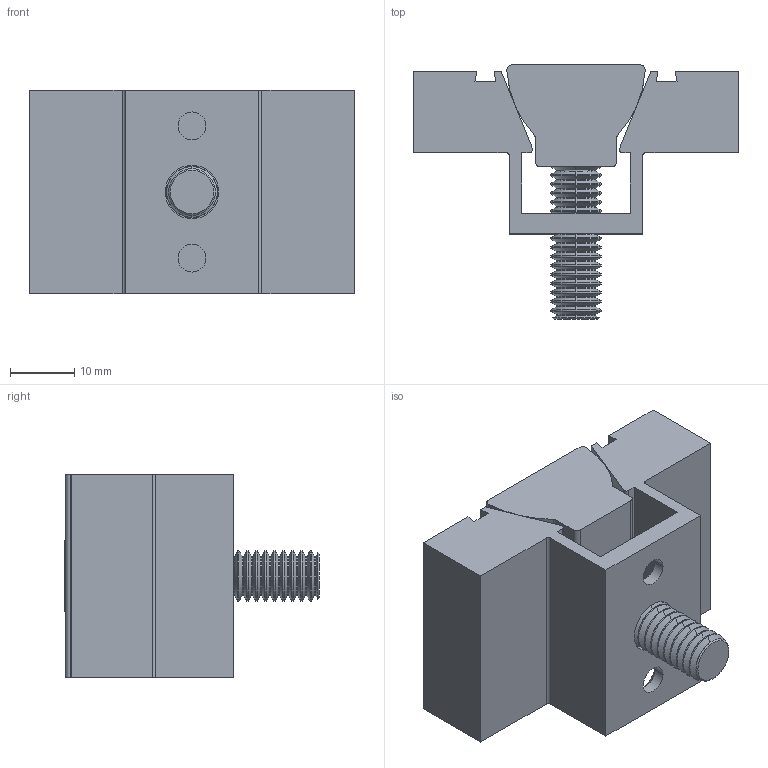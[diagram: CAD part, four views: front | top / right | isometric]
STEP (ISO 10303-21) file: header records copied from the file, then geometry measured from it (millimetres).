
FILE_DESCRIPTION (( 'STEP AP214' ), '1' );
FILE_NAME ('SW3dPS-80105.step', '2010-05-05T06:10:00', ( 'sysAdmin' ), ( 'SolidWorks' ), 'SwSTEP 2.0', 'SolidWorks 2010', '' );
FILE_SCHEMA (( 'AUTOMOTIVE_DESIGN' ));
Length unit declared in the file: inch
Products named in the file (4): SW3dPS-80105_60330; SW3dPS-80105_60100; SW3dPS-80105; SW3dPS-80105_312-18 CAP
Assembly tree (3 placements, depth 2):
  SW3dPS-80105
    SW3dPS-80105_60100
    SW3dPS-80105_312-18 CAP
    SW3dPS-80105_60330
Bounding box: 50.8 x 39.7 x 31.75 mm (x, y, z)
Volume: 24771.3 mm3; surface area: 12276.9 mm2
Topology: 3 solids, 3 shells, 240 faces, 524 edges, 294 vertices
Faces by surface type: cylinder 108, cone 86, plane 44, bspline 2
Entity records: 6638 total; most frequent: DIRECTION 1236, CARTESIAN_POINT 1100, ORIENTED_EDGE 1048, EDGE_CURVE 524, AXIS2_PLACEMENT_3D 470, VECTOR 296, LINE 296, VERTEX_POINT 294
